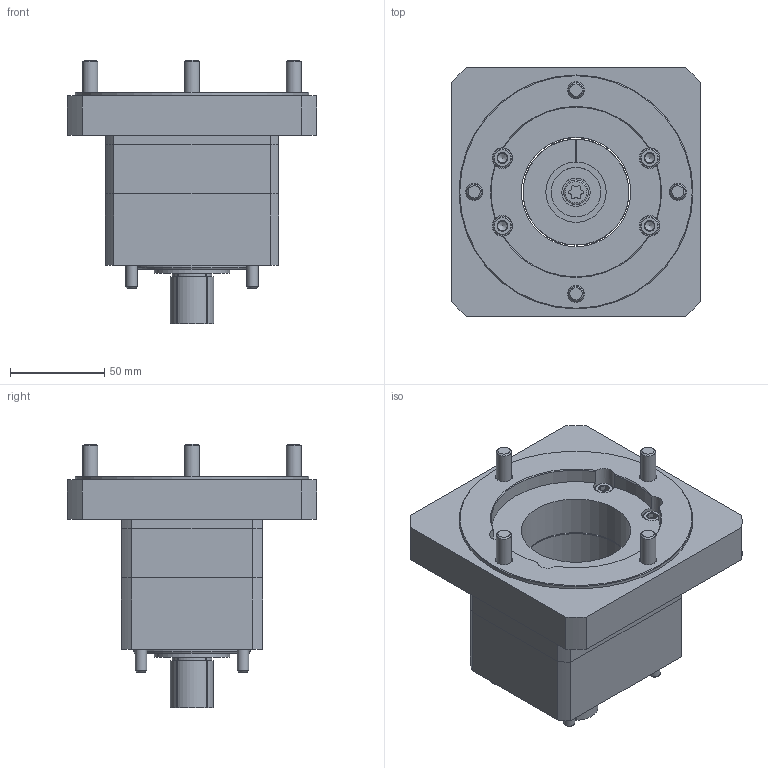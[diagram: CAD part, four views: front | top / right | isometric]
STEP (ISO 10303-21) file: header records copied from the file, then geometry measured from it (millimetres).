
FILE_DESCRIPTION(/* description */ ('STEP AP214'),/* implementation_level */ '2;1');
FILE_NAME(/* name */ '8063510_EAMM-A-L62-120GC',/* time_stamp */ '2024-08-27T02:16:19+02:00',/* author */ ('License CC BY-ND 4.0'),/* organization */ ('CADENAS'),/* preprocessor_version */ 'ST-DEVELOPER v19.3',/* originating_system */ 'PARTsolutions',/* authorisation */ ' ');
FILE_SCHEMA (('AUTOMOTIVE_DESIGN {1 0 10303 214 3 1 1}'));
Length unit declared in the file: millimetre
Products named in the file (8): 8063510 EAMM-A-L62-120GC; 8111764 EAMK-A-L62-62F; 8111763 EAMK-A-L62-62F; ISO-4762 M6x40; 8111768 EAMF-A-62M-120GC; ISO-4762 M8x30; ISO-4762 M6x50; 5063745 EAMD-56-46-32-23x27
Assembly tree (16 placements, depth 2):
  8063510 EAMM-A-L62-120GC
    8111764 EAMK-A-L62-62F
    8111763 EAMK-A-L62-62F
    ISO-4762 M6x40  x4
    8111768 EAMF-A-62M-120GC
    ISO-4762 M8x30  x4
    ISO-4762 M6x50  x4
    5063745 EAMD-56-46-32-23x27
Bounding box: 132 x 132 x 139.9 mm (x, y, z)
Volume: 671023 mm3; surface area: 152514.8 mm2
Topology: 16 solids, 17 shells, 634 faces, 1576 edges, 995 vertices
Faces by surface type: plane 311, cone 165, cylinder 156, torus 2
Full cylindrical faces by diameter (mm): 4.917 x5, 5 x1, 6 x8, 6.6 x13, 6.647 x1, 8 x5, 9 x4, 10 x9, 11 x9, 13 x5, 15 x5, 26.2 x1, 40 x1, 56 x1, 58 x3, 62 x5, 124 x1
Entity records: 12733 total; most frequent: CARTESIAN_POINT 2089, DIRECTION 2003, ORIENTED_EDGE 1738, EDGE_CURVE 869, AXIS2_PLACEMENT_3D 788, VERTEX_POINT 613, FACE_BOUND 554, EDGE_LOOP 547
